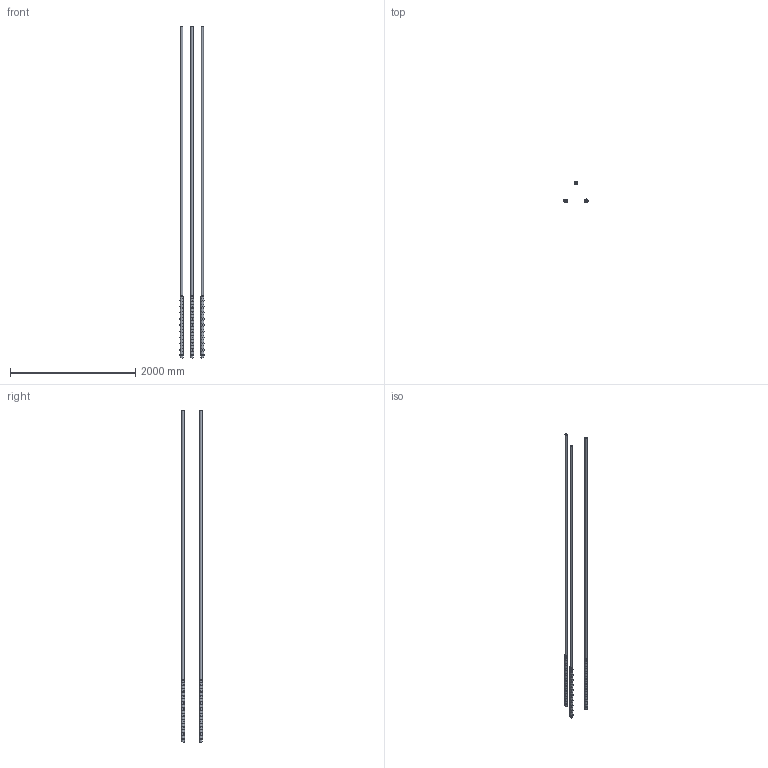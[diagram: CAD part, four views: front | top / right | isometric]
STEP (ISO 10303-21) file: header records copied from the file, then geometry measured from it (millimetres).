
FILE_DESCRIPTION(/* description */ ('STEP AP214'),/* implementation_level */ '2;1');
FILE_NAME(/* name */ '6153111e9726a2562e601bd3',/* time_stamp */ '2021-09-28T12:57:04+00:00',/* author */ (''),/* organization */ (''),/* preprocessor_version */ 'ST-DEVELOPER v18.1',/* originating_system */ ' ',/* authorisation */ ' ');
FILE_SCHEMA (('AUTOMOTIVE_DESIGN {1 0 10303 214 3 1 1}'));
Length unit declared in the file: metre
Products named in the file (3): shim_rod_2; shim_rod_1; shim_rod_3
Bounding box: 389.51 x 345.3 x 5292.06 mm (x, y, z)
Volume: 3951278 mm3; surface area: 4478593 mm2
Topology: 3 solids, 57 shells, 828 faces, 1764 edges, 1152 vertices
Faces by surface type: plane 567, cylinder 246, cone 12, bspline 3
Full cylindrical faces by diameter (mm): 29.369 x3, 31.75 x6, 32.004 x54, 32.862 x3, 34.798 x3, 37.866 x3, 38.1 x3, 47.244 x54, 50.8 x3, 57.627 x3, 58.402 x3
Entity records: 22233 total; most frequent: CARTESIAN_POINT 4077, DIRECTION 3960, ORIENTED_EDGE 3168, EDGE_CURVE 1584, AXIS2_PLACEMENT_3D 1548, EDGE_LOOP 1224, FACE_BOUND 1224, VERTEX_POINT 1152
